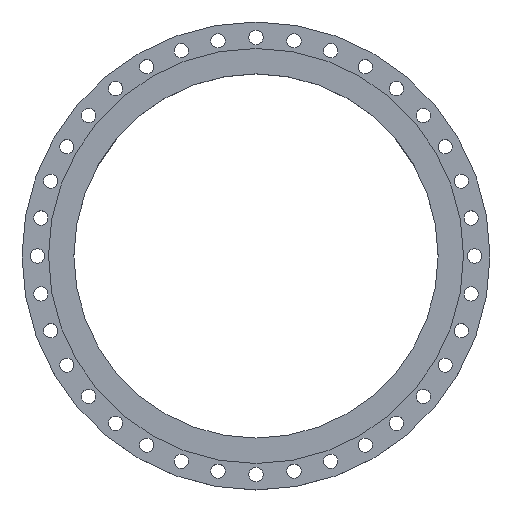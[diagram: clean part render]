
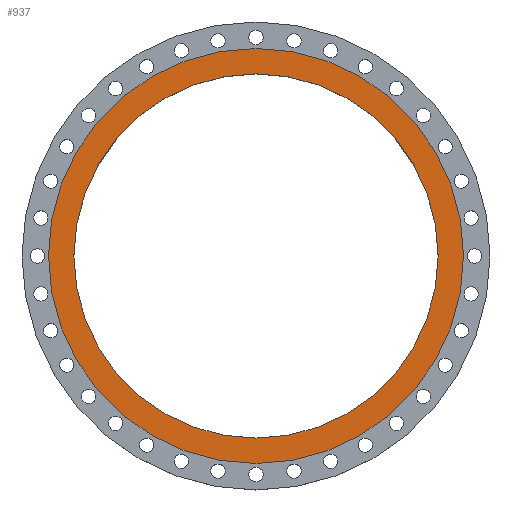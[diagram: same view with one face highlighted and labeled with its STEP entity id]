
A CAD part, top view. The second image highlights one B-rep face of the part: STEP entity #937.
In plain terms, the highlighted planar face has unit normal (0, 0, 1).
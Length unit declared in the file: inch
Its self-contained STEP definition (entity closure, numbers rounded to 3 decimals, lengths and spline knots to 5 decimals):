
#8 = ORIENTED_EDGE ( 'NONE', *, *, #788, .T. ) ;
#17 = CARTESIAN_POINT ( 'NONE',  ( -23.5, 0., 0. ) ) ;
#460 = DIRECTION ( 'NONE',  ( 0., 0., -1. ) ) ;
#483 = VERTEX_POINT ( 'NONE', #2177 ) ;
#539 = ORIENTED_EDGE ( 'NONE', *, *, #1988, .T. ) ;
#592 = CARTESIAN_POINT ( 'NONE',  ( 0., 0., 0. ) ) ;
#598 = ORIENTED_EDGE ( 'NONE', *, *, #3200, .F. ) ;
#697 = FACE_OUTER_BOUND ( 'NONE', #952, .T. ) ;
#729 = PLANE ( 'NONE',  #1499 ) ;
#754 = CIRCLE ( 'NONE', #2330, 23.5 ) ;
#788 = EDGE_CURVE ( 'NONE', #3227, #1325, #754, .T. ) ;
#872 = AXIS2_PLACEMENT_3D ( 'NONE', #592, #2583, #3106 ) ;
#937 = ADVANCED_FACE ( 'NONE', ( #2405, #697 ), #729, .F. ) ;
#952 = EDGE_LOOP ( 'NONE', ( #8, #539 ) ) ;
#979 = CIRCLE ( 'NONE', #872, 23.5 ) ;
#1049 = DIRECTION ( 'NONE',  ( 1., 0., 0. ) ) ;
#1102 = DIRECTION ( 'NONE',  ( 0., 0., 1. ) ) ;
#1115 = CARTESIAN_POINT ( 'NONE',  ( 0., 0., 0. ) ) ;
#1293 = AXIS2_PLACEMENT_3D ( 'NONE', #1115, #3098, #2085 ) ;
#1297 = CARTESIAN_POINT ( 'NONE',  ( 0., 0., 0. ) ) ;
#1325 = VERTEX_POINT ( 'NONE', #17 ) ;
#1471 = DIRECTION ( 'NONE',  ( 0., 0., 1. ) ) ;
#1486 = DIRECTION ( 'NONE',  ( 1., 0., 0. ) ) ;
#1499 = AXIS2_PLACEMENT_3D ( 'NONE', #1520, #460, #2500 ) ;
#1520 = CARTESIAN_POINT ( 'NONE',  ( 0., 20.625, 0. ) ) ;
#1608 = CARTESIAN_POINT ( 'NONE',  ( -20.625, 0., 0. ) ) ;
#1612 = CARTESIAN_POINT ( 'NONE',  ( 23.5, 0., 0. ) ) ;
#1725 = CARTESIAN_POINT ( 'NONE',  ( 0., 0., 0. ) ) ;
#1734 = EDGE_LOOP ( 'NONE', ( #2294, #598 ) ) ;
#1833 = EDGE_CURVE ( 'NONE', #483, #2010, #2600, .T. ) ;
#1927 = AXIS2_PLACEMENT_3D ( 'NONE', #1725, #1471, #1486 ) ;
#1988 = EDGE_CURVE ( 'NONE', #1325, #3227, #979, .T. ) ;
#1991 = CIRCLE ( 'NONE', #1293, 20.625 ) ;
#2010 = VERTEX_POINT ( 'NONE', #1608 ) ;
#2085 = DIRECTION ( 'NONE',  ( 1., 0., 0. ) ) ;
#2177 = CARTESIAN_POINT ( 'NONE',  ( 20.625, 0., 0. ) ) ;
#2294 = ORIENTED_EDGE ( 'NONE', *, *, #1833, .F. ) ;
#2330 = AXIS2_PLACEMENT_3D ( 'NONE', #1297, #1102, #1049 ) ;
#2405 = FACE_BOUND ( 'NONE', #1734, .T. ) ;
#2500 = DIRECTION ( 'NONE',  ( -1., 0., 0. ) ) ;
#2583 = DIRECTION ( 'NONE',  ( 0., 0., 1. ) ) ;
#2600 = CIRCLE ( 'NONE', #1927, 20.625 ) ;
#3098 = DIRECTION ( 'NONE',  ( 0., 0., 1. ) ) ;
#3106 = DIRECTION ( 'NONE',  ( 1., 0., 0. ) ) ;
#3200 = EDGE_CURVE ( 'NONE', #2010, #483, #1991, .T. ) ;
#3227 = VERTEX_POINT ( 'NONE', #1612 ) ;
